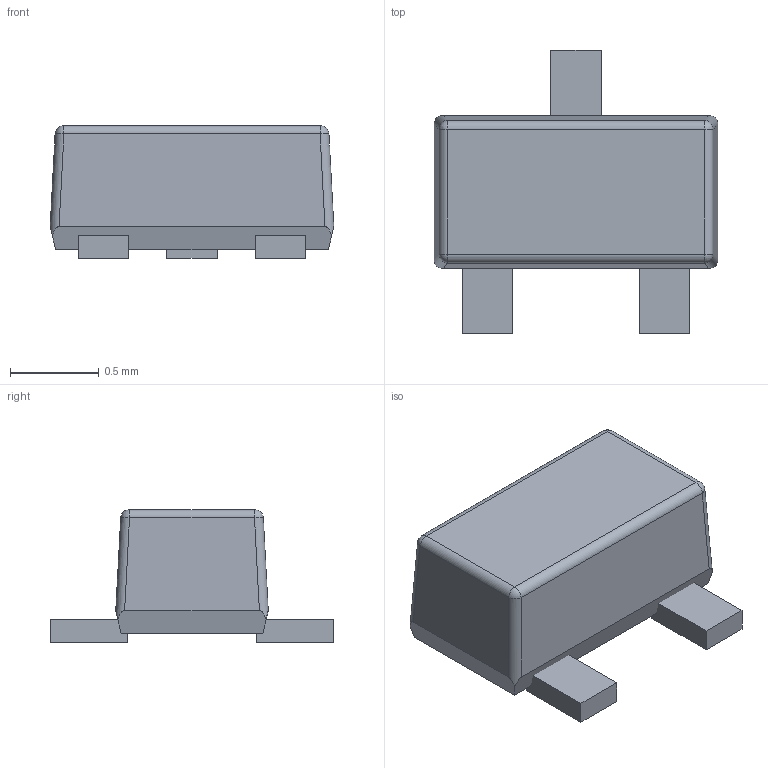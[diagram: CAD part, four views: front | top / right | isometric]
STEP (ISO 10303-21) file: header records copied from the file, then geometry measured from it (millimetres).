
FILE_DESCRIPTION( ( '' ), ' ' );
FILE_NAME( '5b9896aac143bf107dbe3261.step', '2018-09-12T04:31:38', ( '' ), ( '' ), ' ', ' ', ' ' );
FILE_SCHEMA( ( 'AUTOMOTIVE_DESIGN { 1 0 10303 214 1 1 1 1 }' ) );
Length unit declared in the file: metre
Products named in the file (4): Open CASCADE STEP translator 6.8 2; Open CASCADE STEP translator 6.8 1
Bounding box: 1.6 x 1.6 x 0.75 mm (x, y, z)
Volume: 1 mm3; surface area: 7 mm2
Topology: 4 solids, 4 shells, 40 faces, 84 edges, 52 vertices
Faces by surface type: plane 28, cylinder 8, sphere 4
Entity records: 1838 total; most frequent: DIRECTION 192, CARTESIAN_POINT 180, ORIENTED_EDGE 168, STYLED_ITEM 124, PRESENTATION_STYLE_ASSIGNMENT 124, COLOUR_RGB 124, EDGE_CURVE 84, CURVE_STYLE 84
